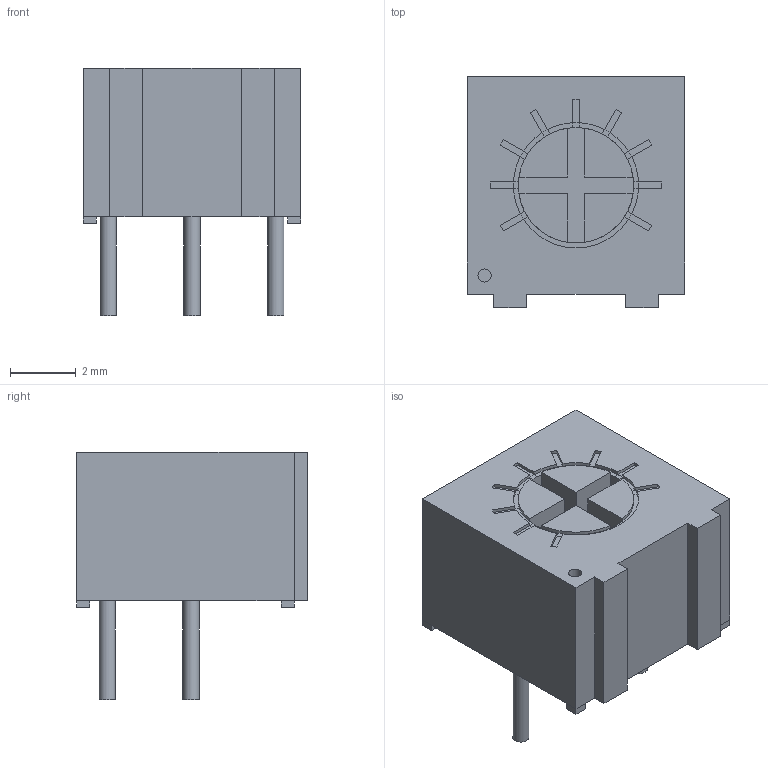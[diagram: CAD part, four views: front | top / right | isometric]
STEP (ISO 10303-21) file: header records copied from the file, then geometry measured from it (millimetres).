
FILE_DESCRIPTION(('FreeCAD Model'),'2;1');
FILE_NAME('Open CASCADE Shape Model','2022-06-20T22:58:41',( 'kicad StepUp'),('ksu MCAD'),'Open CASCADE STEP processor 7.5', 'FreeCAD','Unknown');
FILE_SCHEMA(('AUTOMOTIVE_DESIGN { 1 0 10303 214 1 1 1 1 }'));
Length unit declared in the file: millimetre
Products named in the file (4): 3362P; Body; Body001; Body002
Assembly tree (3 placements, depth 2):
  3362P
    Body
    Body001
    Body002
Bounding box: 6.6 x 7 x 7.5 mm (x, y, z)
Volume: 202.7 mm3; surface area: 312.5 mm2
Topology: 5 solids, 5 shells, 125 faces, 292 edges, 179 vertices
Faces by surface type: plane 110, cylinder 15
Full cylindrical faces by diameter (mm): 0.4 x1, 0.5 x3, 3.5 x2
Entity records: 3604 total; most frequent: DIRECTION 616, CARTESIAN_POINT 600, ORIENTED_EDGE 584, EDGE_CURVE 292, LINE 226, VECTOR 226, AXIS2_PLACEMENT_3D 195, VERTEX_POINT 179
